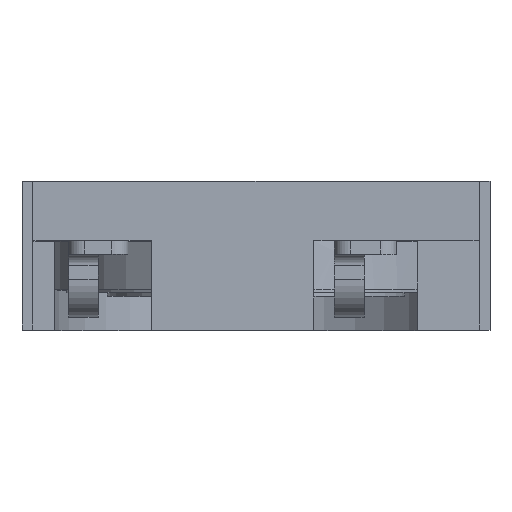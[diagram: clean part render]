
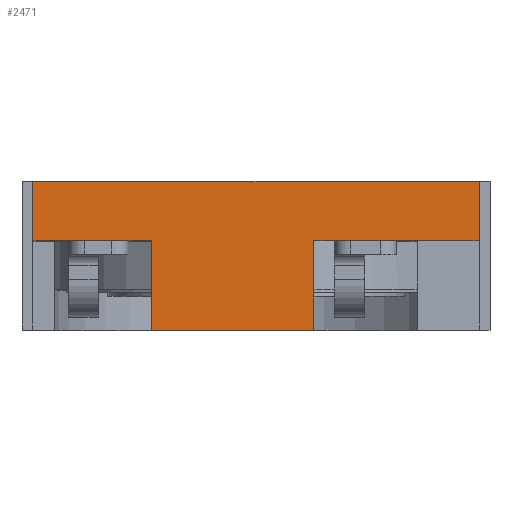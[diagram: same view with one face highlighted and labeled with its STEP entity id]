
A CAD part, top view. The second image highlights one B-rep face of the part: STEP entity #2471.
In plain terms, the highlighted planar face has unit normal (0, 0, 1).
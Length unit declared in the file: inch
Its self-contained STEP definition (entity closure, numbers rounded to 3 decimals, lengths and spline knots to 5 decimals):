
#60 = VECTOR ( 'NONE', #1469, 39.37008 ) ;
#63 = EDGE_CURVE ( 'NONE', #1237, #2487, #222, .T. ) ;
#96 = CARTESIAN_POINT ( 'NONE',  ( -0.41278, 0.27559, 0.43276 ) ) ;
#108 = CARTESIAN_POINT ( 'NONE',  ( 0.26, 0.165, 0.43276 ) ) ;
#118 = DIRECTION ( 'NONE',  ( 0., -1., 0. ) ) ;
#134 = VERTEX_POINT ( 'NONE', #731 ) ;
#177 = DIRECTION ( 'NONE',  ( 0., -1., 0. ) ) ;
#189 = ORIENTED_EDGE ( 'NONE', *, *, #962, .F. ) ;
#212 = ORIENTED_EDGE ( 'NONE', *, *, #1415, .F. ) ;
#213 = CARTESIAN_POINT ( 'NONE',  ( -0.19307, 0.165, 0.43276 ) ) ;
#222 = LINE ( 'NONE', #981, #2392 ) ;
#247 = VECTOR ( 'NONE', #1402, 39.37008 ) ;
#249 = VECTOR ( 'NONE', #1987, 39.37008 ) ;
#262 = EDGE_CURVE ( 'NONE', #2112, #1160, #2560, .T. ) ;
#275 = ORIENTED_EDGE ( 'NONE', *, *, #63, .F. ) ;
#277 = VECTOR ( 'NONE', #177, 39.37008 ) ;
#286 = ORIENTED_EDGE ( 'NONE', *, *, #548, .F. ) ;
#297 = DIRECTION ( 'NONE',  ( -1., 0., 0. ) ) ;
#323 = CARTESIAN_POINT ( 'NONE',  ( 0.145, 0.165, 0.43276 ) ) ;
#336 = LINE ( 'NONE', #213, #828 ) ;
#344 = EDGE_CURVE ( 'NONE', #134, #1494, #1669, .T. ) ;
#369 = CARTESIAN_POINT ( 'NONE',  ( 0.10693, 0., 0.43276 ) ) ;
#440 = EDGE_CURVE ( 'NONE', #1017, #2374, #831, .T. ) ;
#507 = EDGE_LOOP ( 'NONE', ( #1781, #189, #275, #1881, #286, #1361, #2045, #2593, #212, #1040, #2039, #665 ) ) ;
#547 = VECTOR ( 'NONE', #2270, 39.37008 ) ;
#548 = EDGE_CURVE ( 'NONE', #894, #973, #1632, .T. ) ;
#563 = AXIS2_PLACEMENT_3D ( 'NONE', #96, #1566, #297 ) ;
#582 = VECTOR ( 'NONE', #1520, 39.37008 ) ;
#632 = VERTEX_POINT ( 'NONE', #2529 ) ;
#665 = ORIENTED_EDGE ( 'NONE', *, *, #2106, .T. ) ;
#713 = PLANE ( 'NONE',  #563 ) ;
#718 = CARTESIAN_POINT ( 'NONE',  ( 0.10693, 0.165, 0.43276 ) ) ;
#730 = CARTESIAN_POINT ( 'NONE',  ( -0.41278, 0.165, 0.43276 ) ) ;
#731 = CARTESIAN_POINT ( 'NONE',  ( -0.237, 0.165, 0.43276 ) ) ;
#734 = CARTESIAN_POINT ( 'NONE',  ( 0.10693, 0.165, 0.43276 ) ) ;
#765 = CARTESIAN_POINT ( 'NONE',  ( 0.41278, 0.165, 0.43276 ) ) ;
#828 = VECTOR ( 'NONE', #1117, 39.37008 ) ;
#831 = LINE ( 'NONE', #2313, #2454 ) ;
#885 = CARTESIAN_POINT ( 'NONE',  ( 0.41278, 0.165, 0.43276 ) ) ;
#894 = VERTEX_POINT ( 'NONE', #765 ) ;
#962 = EDGE_CURVE ( 'NONE', #2487, #1160, #1509, .T. ) ;
#973 = VERTEX_POINT ( 'NONE', #108 ) ;
#981 = CARTESIAN_POINT ( 'NONE',  ( 0.41278, 0.165, 0.43276 ) ) ;
#1006 = VERTEX_POINT ( 'NONE', #1318 ) ;
#1017 = VERTEX_POINT ( 'NONE', #2531 ) ;
#1020 = VECTOR ( 'NONE', #1801, 39.37008 ) ;
#1040 = ORIENTED_EDGE ( 'NONE', *, *, #344, .F. ) ;
#1117 = DIRECTION ( 'NONE',  ( 0., -1., 0. ) ) ;
#1118 = DIRECTION ( 'NONE',  ( -1., 0., 0. ) ) ;
#1160 = VERTEX_POINT ( 'NONE', #369 ) ;
#1164 = EDGE_CURVE ( 'NONE', #973, #1237, #2168, .T. ) ;
#1165 = CARTESIAN_POINT ( 'NONE',  ( -0.41278, 0.165, 0.43276 ) ) ;
#1191 = CARTESIAN_POINT ( 'NONE',  ( 0.41278, 0.165, 0.43276 ) ) ;
#1219 = CARTESIAN_POINT ( 'NONE',  ( -0.41278, 0., 0.43276 ) ) ;
#1237 = VERTEX_POINT ( 'NONE', #323 ) ;
#1318 = CARTESIAN_POINT ( 'NONE',  ( -0.19307, 0.165, 0.43276 ) ) ;
#1335 = DIRECTION ( 'NONE',  ( -1., 0., 0. ) ) ;
#1361 = ORIENTED_EDGE ( 'NONE', *, *, #2380, .F. ) ;
#1402 = DIRECTION ( 'NONE',  ( 1., 0., 0. ) ) ;
#1415 = EDGE_CURVE ( 'NONE', #1494, #632, #1504, .T. ) ;
#1457 = EDGE_CURVE ( 'NONE', #1006, #134, #1709, .T. ) ;
#1469 = DIRECTION ( 'NONE',  ( -1., 0., 0. ) ) ;
#1494 = VERTEX_POINT ( 'NONE', #2606 ) ;
#1504 = LINE ( 'NONE', #1165, #1020 ) ;
#1509 = LINE ( 'NONE', #734, #2068 ) ;
#1520 = DIRECTION ( 'NONE',  ( 0., -1., 0. ) ) ;
#1566 = DIRECTION ( 'NONE',  ( 0., 0., -1. ) ) ;
#1629 = CARTESIAN_POINT ( 'NONE',  ( -0.41278, 0.165, 0.43276 ) ) ;
#1632 = LINE ( 'NONE', #885, #2187 ) ;
#1666 = LINE ( 'NONE', #2147, #582 ) ;
#1669 = LINE ( 'NONE', #1629, #60 ) ;
#1709 = LINE ( 'NONE', #730, #249 ) ;
#1717 = CARTESIAN_POINT ( 'NONE',  ( 0.41278, 0.27559, 0.43276 ) ) ;
#1781 = ORIENTED_EDGE ( 'NONE', *, *, #262, .T. ) ;
#1801 = DIRECTION ( 'NONE',  ( -1., 0., 0. ) ) ;
#1881 = ORIENTED_EDGE ( 'NONE', *, *, #1164, .F. ) ;
#1884 = DIRECTION ( 'NONE',  ( 1., 0., 0. ) ) ;
#1940 = FACE_OUTER_BOUND ( 'NONE', #507, .T. ) ;
#1957 = LINE ( 'NONE', #2432, #277 ) ;
#1987 = DIRECTION ( 'NONE',  ( -1., 0., 0. ) ) ;
#2039 = ORIENTED_EDGE ( 'NONE', *, *, #1457, .F. ) ;
#2045 = ORIENTED_EDGE ( 'NONE', *, *, #440, .F. ) ;
#2068 = VECTOR ( 'NONE', #118, 39.37008 ) ;
#2106 = EDGE_CURVE ( 'NONE', #1006, #2112, #336, .T. ) ;
#2112 = VERTEX_POINT ( 'NONE', #2132 ) ;
#2132 = CARTESIAN_POINT ( 'NONE',  ( -0.19307, 0., 0.43276 ) ) ;
#2139 = EDGE_CURVE ( 'NONE', #1017, #632, #1957, .T. ) ;
#2147 = CARTESIAN_POINT ( 'NONE',  ( 0.41278, 0.27559, 0.43276 ) ) ;
#2168 = LINE ( 'NONE', #1191, #547 ) ;
#2187 = VECTOR ( 'NONE', #1335, 39.37008 ) ;
#2270 = DIRECTION ( 'NONE',  ( -1., 0., 0. ) ) ;
#2313 = CARTESIAN_POINT ( 'NONE',  ( -0.41278, 0.27559, 0.43276 ) ) ;
#2374 = VERTEX_POINT ( 'NONE', #1717 ) ;
#2380 = EDGE_CURVE ( 'NONE', #2374, #894, #1666, .T. ) ;
#2392 = VECTOR ( 'NONE', #1118, 39.37008 ) ;
#2432 = CARTESIAN_POINT ( 'NONE',  ( -0.41278, 0.27559, 0.43276 ) ) ;
#2454 = VECTOR ( 'NONE', #1884, 39.37008 ) ;
#2471 = ADVANCED_FACE ( 'NONE', ( #1940 ), #713, .F. ) ;
#2487 = VERTEX_POINT ( 'NONE', #718 ) ;
#2529 = CARTESIAN_POINT ( 'NONE',  ( -0.41278, 0.165, 0.43276 ) ) ;
#2531 = CARTESIAN_POINT ( 'NONE',  ( -0.41278, 0.27559, 0.43276 ) ) ;
#2560 = LINE ( 'NONE', #1219, #247 ) ;
#2593 = ORIENTED_EDGE ( 'NONE', *, *, #2139, .T. ) ;
#2606 = CARTESIAN_POINT ( 'NONE',  ( -0.347, 0.165, 0.43276 ) ) ;
